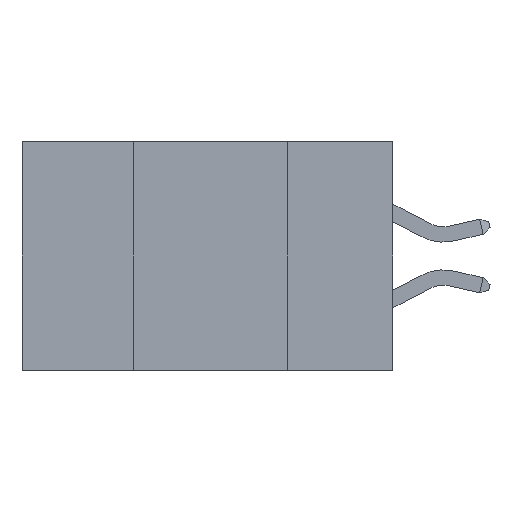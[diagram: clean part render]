
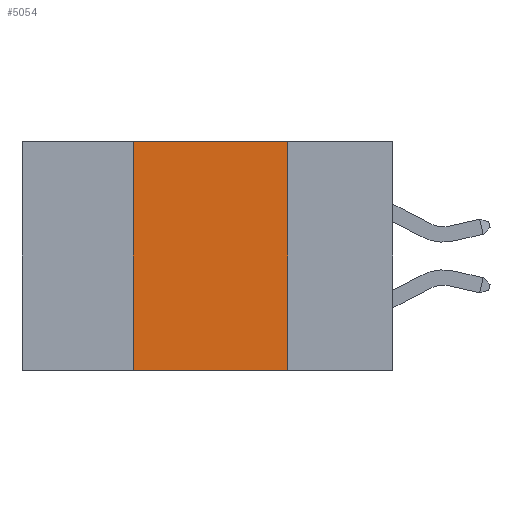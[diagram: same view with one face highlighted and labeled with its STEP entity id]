
A CAD part, left-side view. The second image highlights one B-rep face of the part: STEP entity #5054.
In plain terms, the highlighted planar face has unit normal (-1, 0, 0).
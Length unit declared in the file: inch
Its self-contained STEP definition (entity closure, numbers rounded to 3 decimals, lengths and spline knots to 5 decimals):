
#114 = EDGE_CURVE ( 'NONE', #2843, #8642, #3282, .T. ) ;
#152 = EDGE_CURVE ( 'NONE', #1264, #2843, #7133, .T. ) ;
#423 = VERTEX_POINT ( 'NONE', #9210 ) ;
#841 = EDGE_CURVE ( 'NONE', #423, #8642, #2545, .T. ) ;
#1264 = VERTEX_POINT ( 'NONE', #3556 ) ;
#1268 = FACE_OUTER_BOUND ( 'NONE', #6303, .T. ) ;
#1686 = VECTOR ( 'NONE', #2856, 39.37008 ) ;
#1831 = VECTOR ( 'NONE', #9314, 39.37008 ) ;
#2175 = DIRECTION ( 'NONE',  ( 0., -1., 0. ) ) ;
#2545 = LINE ( 'NONE', #6141, #3287 ) ;
#2843 = VERTEX_POINT ( 'NONE', #9426 ) ;
#2856 = DIRECTION ( 'NONE',  ( 0., 0., -1. ) ) ;
#2880 = AXIS2_PLACEMENT_3D ( 'NONE', #3000, #9174, #8453 ) ;
#2906 = ORIENTED_EDGE ( 'NONE', *, *, #152, .F. ) ;
#3000 = CARTESIAN_POINT ( 'NONE',  ( 0., 0.6, 0. ) ) ;
#3282 = LINE ( 'NONE', #3656, #1686 ) ;
#3287 = VECTOR ( 'NONE', #8369, 39.37008 ) ;
#3505 = VECTOR ( 'NONE', #2175, 39.37008 ) ;
#3556 = CARTESIAN_POINT ( 'NONE',  ( 0., 0.42, 0. ) ) ;
#3656 = CARTESIAN_POINT ( 'NONE',  ( 0., 0.17, 0. ) ) ;
#3860 = ORIENTED_EDGE ( 'NONE', *, *, #6360, .F. ) ;
#3868 = LINE ( 'NONE', #9242, #1831 ) ;
#4407 = CARTESIAN_POINT ( 'NONE',  ( 0., 0.6, 0. ) ) ;
#4708 = ORIENTED_EDGE ( 'NONE', *, *, #114, .F. ) ;
#5054 = ADVANCED_FACE ( 'NONE', ( #1268 ), #6874, .F. ) ;
#6141 = CARTESIAN_POINT ( 'NONE',  ( 0., 0.6, -0.37 ) ) ;
#6303 = EDGE_LOOP ( 'NONE', ( #4708, #2906, #3860, #8397 ) ) ;
#6360 = EDGE_CURVE ( 'NONE', #423, #1264, #3868, .T. ) ;
#6724 = CARTESIAN_POINT ( 'NONE',  ( 0., 0.17, -0.37 ) ) ;
#6874 = PLANE ( 'NONE',  #2880 ) ;
#7133 = LINE ( 'NONE', #4407, #3505 ) ;
#8369 = DIRECTION ( 'NONE',  ( 0., -1., 0. ) ) ;
#8397 = ORIENTED_EDGE ( 'NONE', *, *, #841, .T. ) ;
#8453 = DIRECTION ( 'NONE',  ( 0., 0., -1. ) ) ;
#8642 = VERTEX_POINT ( 'NONE', #6724 ) ;
#9174 = DIRECTION ( 'NONE',  ( 1., 0., 0. ) ) ;
#9210 = CARTESIAN_POINT ( 'NONE',  ( 0., 0.42, -0.37 ) ) ;
#9242 = CARTESIAN_POINT ( 'NONE',  ( 0., 0.42, 0. ) ) ;
#9314 = DIRECTION ( 'NONE',  ( 0., 0., 1. ) ) ;
#9426 = CARTESIAN_POINT ( 'NONE',  ( 0., 0.17, 0. ) ) ;
